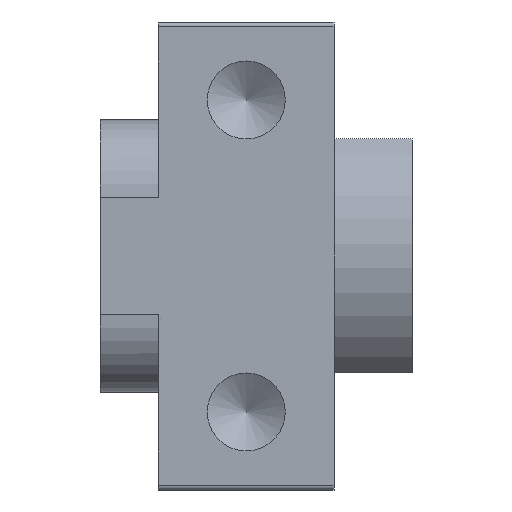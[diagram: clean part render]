
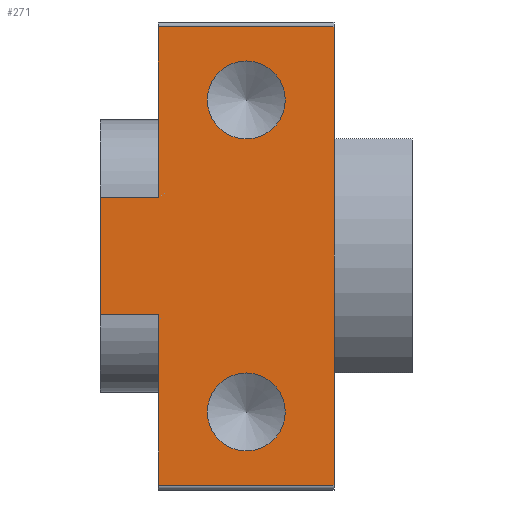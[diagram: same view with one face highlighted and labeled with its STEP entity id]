
A CAD part, front view. The second image highlights one B-rep face of the part: STEP entity #271.
In plain terms, the highlighted planar face has unit normal (0, -1, 0).
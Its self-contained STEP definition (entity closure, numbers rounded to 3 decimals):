
#124=FACE_BOUND('',#453,.T.);
#125=FACE_BOUND('',#454,.T.);
#126=FACE_BOUND('',#455,.T.);
#217=CIRCLE('',#1551,2.);
#218=CIRCLE('',#1552,2.);
#271=ADVANCED_FACE('',(#124,#125,#126),#331,.F.);
#331=PLANE('',#1553);
#453=EDGE_LOOP('',(#770));
#454=EDGE_LOOP('',(#771));
#455=EDGE_LOOP('',(#772,#773,#774,#775,#776,#777,#778,#779));
#770=ORIENTED_EDGE('',*,*,#1194,.T.);
#771=ORIENTED_EDGE('',*,*,#1195,.T.);
#772=ORIENTED_EDGE('',*,*,#1112,.T.);
#773=ORIENTED_EDGE('',*,*,#1196,.T.);
#774=ORIENTED_EDGE('',*,*,#1189,.T.);
#775=ORIENTED_EDGE('',*,*,#1197,.T.);
#776=ORIENTED_EDGE('',*,*,#1084,.T.);
#777=ORIENTED_EDGE('',*,*,#1198,.T.);
#778=ORIENTED_EDGE('',*,*,#1185,.T.);
#779=ORIENTED_EDGE('',*,*,#1199,.T.);
#936=VERTEX_POINT('',#2162);
#937=VERTEX_POINT('',#2163);
#961=VERTEX_POINT('',#2220);
#962=VERTEX_POINT('',#2222);
#998=VERTEX_POINT('',#2358);
#999=VERTEX_POINT('',#2360);
#1000=VERTEX_POINT('',#2366);
#1001=VERTEX_POINT('',#2367);
#1002=VERTEX_POINT('',#2376);
#1003=VERTEX_POINT('',#2378);
#1084=EDGE_CURVE('',#936,#937,#1252,.T.);
#1112=EDGE_CURVE('',#962,#961,#1266,.T.);
#1185=EDGE_CURVE('',#999,#998,#1310,.T.);
#1189=EDGE_CURVE('',#1000,#1001,#1311,.T.);
#1194=EDGE_CURVE('',#1002,#1002,#217,.T.);
#1195=EDGE_CURVE('',#1003,#1003,#218,.T.);
#1196=EDGE_CURVE('',#961,#1000,#1312,.T.);
#1197=EDGE_CURVE('',#1001,#936,#1313,.T.);
#1198=EDGE_CURVE('',#937,#999,#1314,.T.);
#1199=EDGE_CURVE('',#998,#962,#1315,.T.);
#1252=LINE('',#2161,#1364);
#1266=LINE('',#2221,#1378);
#1310=LINE('',#2359,#1422);
#1311=LINE('',#2365,#1423);
#1312=LINE('',#2379,#1424);
#1313=LINE('',#2380,#1425);
#1314=LINE('',#2381,#1426);
#1315=LINE('',#2382,#1427);
#1364=VECTOR('',#1704,1.);
#1378=VECTOR('',#1758,1.);
#1422=VECTOR('',#1916,1.);
#1423=VECTOR('',#1925,1.);
#1424=VECTOR('',#1944,1.);
#1425=VECTOR('',#1945,1.);
#1426=VECTOR('',#1946,1.);
#1427=VECTOR('',#1947,1.);
#1551=AXIS2_PLACEMENT_3D('',#2375,#1940,#1941);
#1552=AXIS2_PLACEMENT_3D('',#2377,#1942,#1943);
#1553=AXIS2_PLACEMENT_3D('',#2383,#1948,#1949);
#1704=DIRECTION('',(0.,0.,-1.));
#1758=DIRECTION('',(0.,0.,1.));
#1916=DIRECTION('',(0.,0.,-1.));
#1925=DIRECTION('',(0.,0.,-1.));
#1940=DIRECTION('',(0.,1.,0.));
#1941=DIRECTION('',(0.,0.,1.));
#1942=DIRECTION('',(0.,1.,0.));
#1943=DIRECTION('',(0.,0.,1.));
#1944=DIRECTION('',(-1.,0.,0.));
#1945=DIRECTION('',(-1.,0.,0.));
#1946=DIRECTION('',(1.,0.,0.));
#1947=DIRECTION('',(1.,0.,0.));
#1948=DIRECTION('',(0.,1.,0.));
#1949=DIRECTION('',(0.,0.,1.));
#2161=CARTESIAN_POINT('',(-4.,-93.,-7.));
#2162=CARTESIAN_POINT('',(-4.,-93.,3.));
#2163=CARTESIAN_POINT('',(-4.,-93.,-3.));
#2220=CARTESIAN_POINT('',(8.,-93.,11.75));
#2221=CARTESIAN_POINT('',(8.,-93.,0.));
#2222=CARTESIAN_POINT('',(8.,-93.,-11.75));
#2358=CARTESIAN_POINT('',(-1.,-93.,-11.75));
#2359=CARTESIAN_POINT('',(-1.,-93.,-12.));
#2360=CARTESIAN_POINT('',(-1.,-93.,-3.));
#2365=CARTESIAN_POINT('',(-1.,-93.,12.));
#2366=CARTESIAN_POINT('',(-1.,-93.,11.75));
#2367=CARTESIAN_POINT('',(-1.,-93.,3.));
#2375=CARTESIAN_POINT('',(3.5,-93.,8.));
#2376=CARTESIAN_POINT('',(3.5,-93.,10.));
#2377=CARTESIAN_POINT('',(3.5,-93.,-8.));
#2378=CARTESIAN_POINT('',(3.5,-93.,-6.));
#2379=CARTESIAN_POINT('',(15.,-93.,11.75));
#2380=CARTESIAN_POINT('',(-4.,-93.,3.));
#2381=CARTESIAN_POINT('',(15.,-93.,-3.));
#2382=CARTESIAN_POINT('',(15.,-93.,-11.75));
#2383=CARTESIAN_POINT('',(15.,-93.,-7.));
